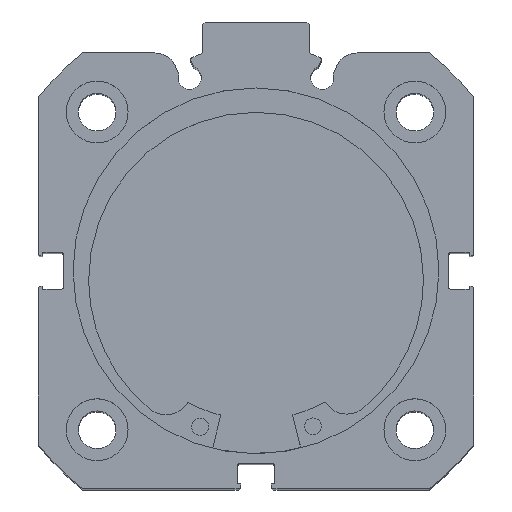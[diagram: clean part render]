
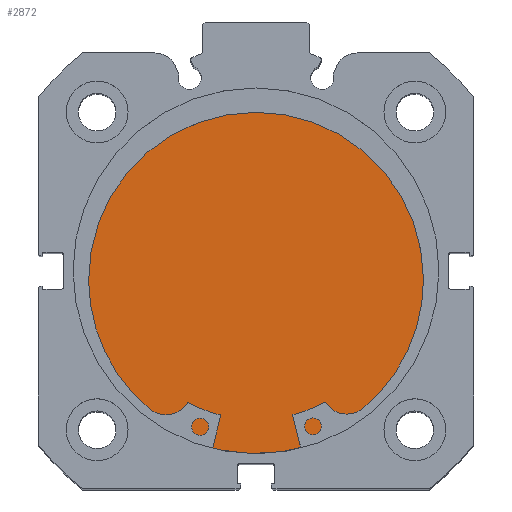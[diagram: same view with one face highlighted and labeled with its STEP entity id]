
A CAD part, top view. The second image highlights one B-rep face of the part: STEP entity #2872.
In plain terms, the highlighted face is planar.
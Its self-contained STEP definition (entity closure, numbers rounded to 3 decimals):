
#438 = EDGE_CURVE ( 'NONE', #1006, #1027, #4839, .T. ) ;
#452 = EDGE_CURVE ( 'NONE', #1027, #1006, #4858, .T. ) ;
#712 = AXIS2_PLACEMENT_3D ( 'NONE', #5858, #5864, #5865 ) ;
#715 = AXIS2_PLACEMENT_3D ( 'NONE', #5893, #5901, #5902 ) ;
#1006 = VERTEX_POINT ( 'NONE', #6327 ) ;
#1027 = VERTEX_POINT ( 'NONE', #6348 ) ;
#2170 = AXIS2_PLACEMENT_3D ( 'NONE', #3490, #3493, #3494 ) ;
#2507 = FACE_OUTER_BOUND ( 'NONE', #4085, .T. ) ;
#2872 = ADVANCED_FACE ( 'NONE', ( #2507 ), #3491, .F. ) ;
#3490 = CARTESIAN_POINT ( 'NONE',  ( 9.5, 32.5, 0. ) ) ;
#3491 = PLANE ( 'NONE',  #2170 ) ;
#3493 = DIRECTION ( 'NONE',  ( -1., 0., 0. ) ) ;
#3494 = DIRECTION ( 'NONE',  ( 0., 0., 1. ) ) ;
#4057 = ORIENTED_EDGE ( 'NONE', *, *, #438, .F. ) ;
#4058 = ORIENTED_EDGE ( 'NONE', *, *, #452, .F. ) ;
#4085 = EDGE_LOOP ( 'NONE', ( #4057, #4058 ) ) ;
#4839 = CIRCLE ( 'NONE', #712, 32.5 ) ;
#4858 = CIRCLE ( 'NONE', #715, 32.5 ) ;
#5858 = CARTESIAN_POINT ( 'NONE',  ( 9.5, 0., 0. ) ) ;
#5864 = DIRECTION ( 'NONE',  ( -1., 0., 0. ) ) ;
#5865 = DIRECTION ( 'NONE',  ( 0., 0., 1. ) ) ;
#5893 = CARTESIAN_POINT ( 'NONE',  ( 9.5, 0., 0. ) ) ;
#5901 = DIRECTION ( 'NONE',  ( -1., 0., 0. ) ) ;
#5902 = DIRECTION ( 'NONE',  ( 0., 0., 1. ) ) ;
#6327 = CARTESIAN_POINT ( 'NONE',  ( 9.5, 0., 32.5 ) ) ;
#6348 = CARTESIAN_POINT ( 'NONE',  ( 9.5, 0., -32.5 ) ) ;
